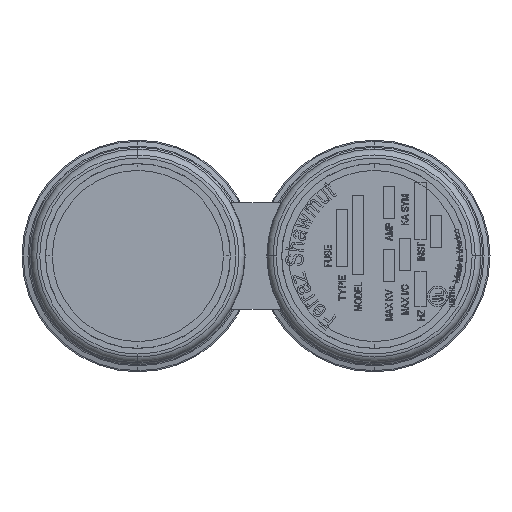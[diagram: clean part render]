
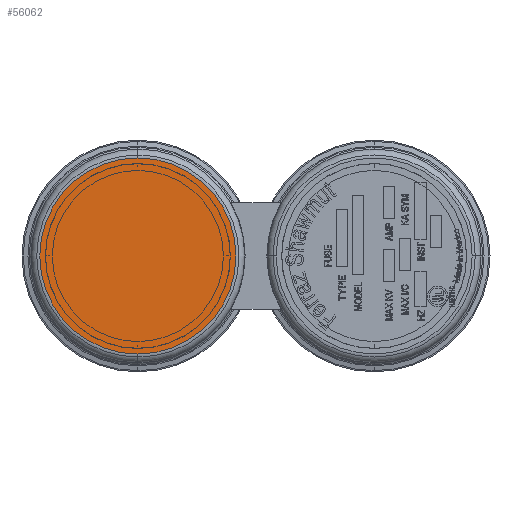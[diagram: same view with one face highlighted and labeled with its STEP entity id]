
A CAD part, left-side view. The second image highlights one B-rep face of the part: STEP entity #56062.
In plain terms, the highlighted face is planar.
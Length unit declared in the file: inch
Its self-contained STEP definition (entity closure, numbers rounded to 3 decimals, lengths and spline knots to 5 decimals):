
#3141 = EDGE_CURVE ( 'NONE', #26671, #35645, #43695, .T. ) ;
#4431 = DIRECTION ( 'NONE',  ( 0., 1., 0. ) ) ;
#4994 = DIRECTION ( 'NONE',  ( 0., 0., 1. ) ) ;
#13853 = AXIS2_PLACEMENT_3D ( 'NONE', #49905, #22912, #49633 ) ;
#22912 = DIRECTION ( 'NONE',  ( 0., 1., 0. ) ) ;
#22958 = ORIENTED_EDGE ( 'NONE', *, *, #33720, .F. ) ;
#26671 = VERTEX_POINT ( 'NONE', #56186 ) ;
#28052 = AXIS2_PLACEMENT_3D ( 'NONE', #54788, #46451, #41848 ) ;
#29392 = AXIS2_PLACEMENT_3D ( 'NONE', #43813, #4431, #4994 ) ;
#31425 = EDGE_LOOP ( 'NONE', ( #22958, #37806 ) ) ;
#31678 = CARTESIAN_POINT ( 'NONE',  ( 0., 0., 1.3755 ) ) ;
#33720 = EDGE_CURVE ( 'NONE', #35645, #26671, #51442, .T. ) ;
#35645 = VERTEX_POINT ( 'NONE', #31678 ) ;
#37806 = ORIENTED_EDGE ( 'NONE', *, *, #3141, .F. ) ;
#41848 = DIRECTION ( 'NONE',  ( 0., 0., 1. ) ) ;
#43695 = CIRCLE ( 'NONE', #28052, 1.3755 ) ;
#43813 = CARTESIAN_POINT ( 'NONE',  ( 0., 0., 0. ) ) ;
#46451 = DIRECTION ( 'NONE',  ( 0., 1., 0. ) ) ;
#47233 = FACE_OUTER_BOUND ( 'NONE', #31425, .T. ) ;
#49633 = DIRECTION ( 'NONE',  ( 0., 0., 1. ) ) ;
#49905 = CARTESIAN_POINT ( 'NONE',  ( 0., 0., 0. ) ) ;
#51442 = CIRCLE ( 'NONE', #13853, 1.3755 ) ;
#52687 = PLANE ( 'NONE',  #29392 ) ;
#54788 = CARTESIAN_POINT ( 'NONE',  ( 0., 0., 0. ) ) ;
#56062 = ADVANCED_FACE ( 'NONE', ( #47233 ), #52687, .F. ) ;
#56186 = CARTESIAN_POINT ( 'NONE',  ( 0., 0., -1.3755 ) ) ;
